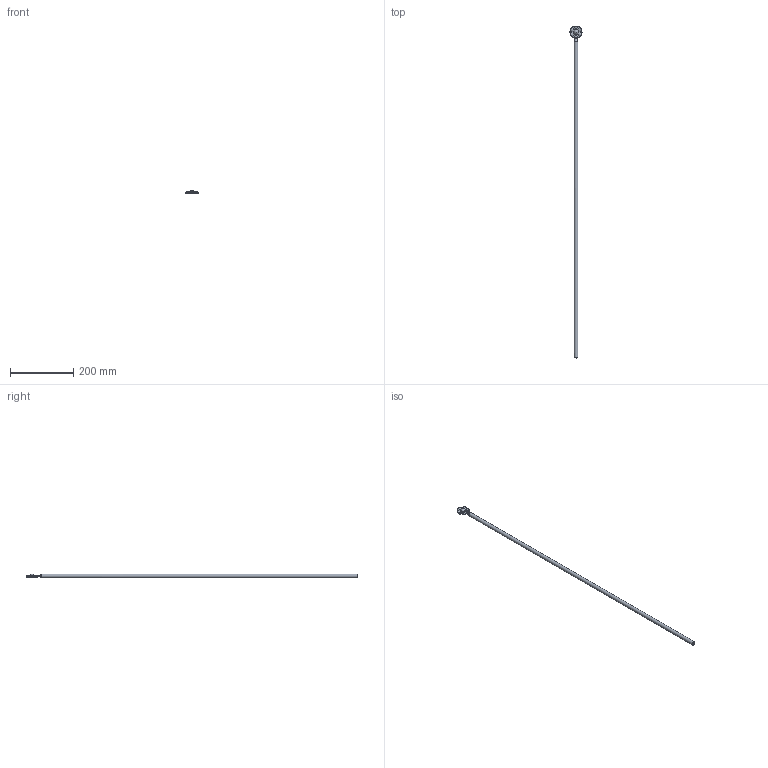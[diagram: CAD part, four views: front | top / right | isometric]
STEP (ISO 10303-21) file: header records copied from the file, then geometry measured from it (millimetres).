
FILE_DESCRIPTION (( 'STEP AP203' ), '1' );
FILE_NAME ('1692.STEP', '2022-04-25T08:53:10', ( '' ), ( '' ), 'SwSTEP 2.0', 'SolidWorks 2018', '' );
FILE_SCHEMA (( 'CONFIG_CONTROL_DESIGN' ));
Length unit declared in the file: millimetre
Products named in the file (1): 1692
Bounding box: 38 x 1050 x 12 mm (x, y, z)
Volume: 116116.5 mm3; surface area: 40926.9 mm2
Topology: 1 solids, 1 shells, 377 faces, 969 edges, 607 vertices
Faces by surface type: bspline 238, plane 119, cone 12, cylinder 6, sphere 2
Full cylindrical faces by diameter (mm): 12 x1
Entity records: 22322 total; most frequent: CARTESIAN_POINT 14960, ORIENTED_EDGE 1922, EDGE_CURVE 961, DIRECTION 824, VERTEX_POINT 605, B_SPLINE_CURVE_WITH_KNOTS 496, EDGE_LOOP 396, VECTOR 382
